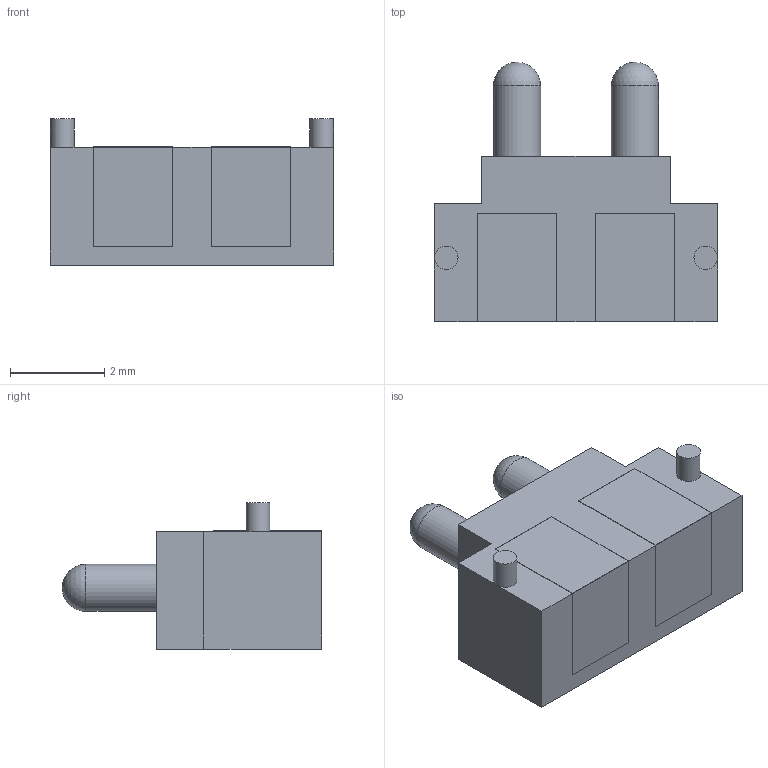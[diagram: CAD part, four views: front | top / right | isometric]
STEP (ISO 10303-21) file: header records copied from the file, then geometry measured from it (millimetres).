
FILE_DESCRIPTION(('FreeCAD Model'),'2;1');
FILE_NAME('Pogo_SMD_1x02.step','2020-02-05T12:39:28',('kicad StepUp'),('ksu MCAD'), 'Open CASCADE STEP processor 7.3','FreeCAD','Unknown');
FILE_SCHEMA(('AUTOMOTIVE_DESIGN { 1 0 10303 214 1 1 1 1 }'));
Length unit declared in the file: millimetre
Products named in the file (1): Pogo_SMD_1x02
Bounding box: 6 x 5.5 x 3.1 mm (x, y, z)
Volume: 50.7 mm3; surface area: 98.5 mm2
Topology: 1 solids, 1 shells, 30 faces, 75 edges, 47 vertices
Faces by surface type: plane 24, cylinder 4, sphere 2
Full cylindrical faces by diameter (mm): 0.5 x2, 1 x2
Entity records: 1095 total; most frequent: CARTESIAN_POINT 151, DIRECTION 146, ORIENTED_EDGE 146, EDGE_CURVE 73, LINE 62, VECTOR 62, VERTEX_POINT 47, AXIS2_PLACEMENT_3D 42
